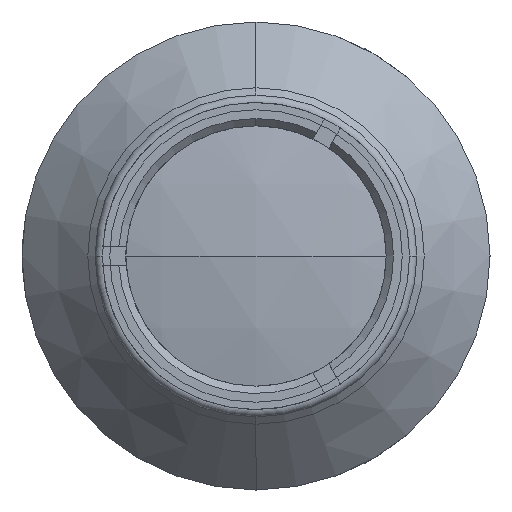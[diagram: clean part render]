
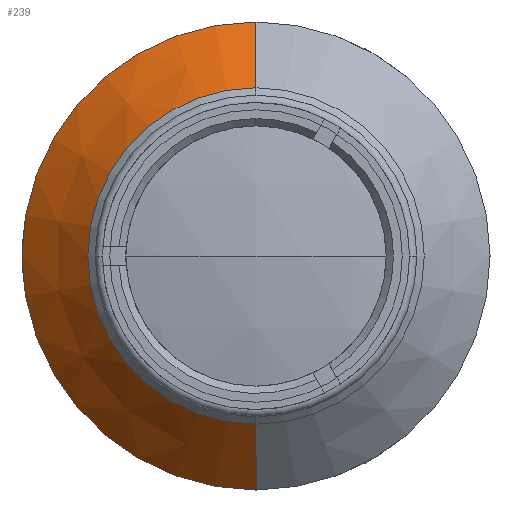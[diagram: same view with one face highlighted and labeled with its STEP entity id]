
A CAD part, left-side view. The second image highlights one B-rep face of the part: STEP entity #239.
In plain terms, the highlighted conical face has half-angle 45 degrees and reference radius 32 mm.
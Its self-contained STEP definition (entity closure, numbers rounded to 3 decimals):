
#239 = ADVANCED_FACE ( 'NONE', ( #1586 ), #1463, .T. ) ;
#258 = ORIENTED_EDGE ( 'NONE', *, *, #4408, .F. ) ;
#977 = CARTESIAN_POINT ( 'NONE',  ( 53.92, 0., 0. ) ) ;
#1004 = VECTOR ( 'NONE', #4425, 1000. ) ;
#1029 = LINE ( 'NONE', #4026, #1004 ) ;
#1117 = CIRCLE ( 'NONE', #1450, 32. ) ;
#1179 = CIRCLE ( 'NONE', #4935, 23. ) ;
#1402 = ORIENTED_EDGE ( 'NONE', *, *, #5234, .T. ) ;
#1430 = ORIENTED_EDGE ( 'NONE', *, *, #2537, .T. ) ;
#1432 = CARTESIAN_POINT ( 'NONE',  ( 53.92, 0., -32. ) ) ;
#1450 = AXIS2_PLACEMENT_3D ( 'NONE', #977, #3991, #1454 ) ;
#1454 = DIRECTION ( 'NONE',  ( 0., 0., 1. ) ) ;
#1463 = CONICAL_SURFACE ( 'NONE', #5100, 32., 0.785 ) ;
#1524 = VERTEX_POINT ( 'NONE', #1914 ) ;
#1586 = FACE_OUTER_BOUND ( 'NONE', #3001, .T. ) ;
#1673 = VECTOR ( 'NONE', #4375, 1000. ) ;
#1914 = CARTESIAN_POINT ( 'NONE',  ( 53.92, 0., 32. ) ) ;
#2260 = ORIENTED_EDGE ( 'NONE', *, *, #3701, .F. ) ;
#2356 = CARTESIAN_POINT ( 'NONE',  ( 44.92, 0., 0. ) ) ;
#2537 = EDGE_CURVE ( 'NONE', #1524, #4125, #1117, .T. ) ;
#2609 = CARTESIAN_POINT ( 'NONE',  ( 53.92, 0., -32. ) ) ;
#2667 = VERTEX_POINT ( 'NONE', #3333 ) ;
#2805 = DIRECTION ( 'NONE',  ( 0., 0., 1. ) ) ;
#3001 = EDGE_LOOP ( 'NONE', ( #258, #1402, #1430, #2260 ) ) ;
#3333 = CARTESIAN_POINT ( 'NONE',  ( 44.92, 0., -23. ) ) ;
#3701 = EDGE_CURVE ( 'NONE', #2667, #4125, #4721, .T. ) ;
#3991 = DIRECTION ( 'NONE',  ( -1., 0., 0. ) ) ;
#4026 = CARTESIAN_POINT ( 'NONE',  ( 53.92, 0., 32. ) ) ;
#4125 = VERTEX_POINT ( 'NONE', #2609 ) ;
#4171 = VERTEX_POINT ( 'NONE', #4940 ) ;
#4375 = DIRECTION ( 'NONE',  ( 0.707, 0., -0.707 ) ) ;
#4408 = EDGE_CURVE ( 'NONE', #4171, #2667, #1179, .T. ) ;
#4425 = DIRECTION ( 'NONE',  ( 0.707, 0., 0.707 ) ) ;
#4481 = DIRECTION ( 'NONE',  ( 0., 0., -1. ) ) ;
#4495 = CARTESIAN_POINT ( 'NONE',  ( 53.92, 0., 0. ) ) ;
#4608 = DIRECTION ( 'NONE',  ( 1., 0., 0. ) ) ;
#4721 = LINE ( 'NONE', #1432, #1673 ) ;
#4935 = AXIS2_PLACEMENT_3D ( 'NONE', #2356, #5034, #2805 ) ;
#4940 = CARTESIAN_POINT ( 'NONE',  ( 44.92, 0., 23. ) ) ;
#5034 = DIRECTION ( 'NONE',  ( -1., 0., 0. ) ) ;
#5100 = AXIS2_PLACEMENT_3D ( 'NONE', #4495, #4608, #4481 ) ;
#5234 = EDGE_CURVE ( 'NONE', #4171, #1524, #1029, .T. ) ;
